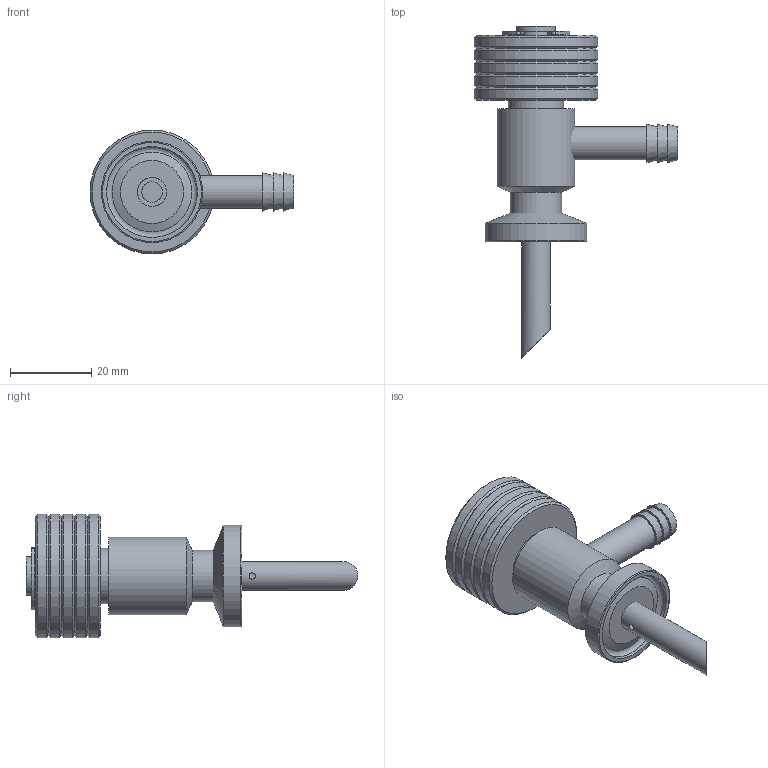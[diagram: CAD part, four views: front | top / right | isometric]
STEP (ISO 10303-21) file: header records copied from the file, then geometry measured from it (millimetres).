
FILE_DESCRIPTION((''),'2;1');
FILE_NAME('OFSV90F - 1.13 EXT - UP.stp','2013-11-21T10:40:09',('Administrator'),(''),'Autodesk Inventor 2010','Autodesk Inventor 2010','');
FILE_SCHEMA(('AUTOMOTIVE_DESIGN { 1 0 10303 214 1 1 1 1 }'));
Length unit declared in the file: inch
Products named in the file (1): OFSV90F - 1.13 EXT - UP_Shrinkwrap_1
Bounding box: 50.16 x 81.66 x 30.48 mm (x, y, z)
Surface area: 10736.1 mm2 (no closed solid volume)
Topology: 0 solids, 10 shells, 70 faces, 164 edges, 107 vertices
Faces by surface type: cylinder 30, plane 22, cone 16, torus 1, bspline 1
Full cylindrical faces by diameter (mm): 1.524 x1, 4.699 x1, 5.08 x1, 7.112 x1, 7.544 x1, 8.128 x1, 9.017 x1, 9.398 x2, 9.525 x1, 9.906 x1, 12.7 x1, 13.716 x1, 19.05 x1, 22.352 x1, 24.892 x1, 30.48 x5
Entity records: 2134 total; most frequent: CARTESIAN_POINT 511, DIRECTION 338, ORIENTED_EDGE 210, AXIS2_PLACEMENT_3D 153, EDGE_LOOP 126, EDGE_CURVE 123, VERTEX_POINT 105, CIRCLE 81
